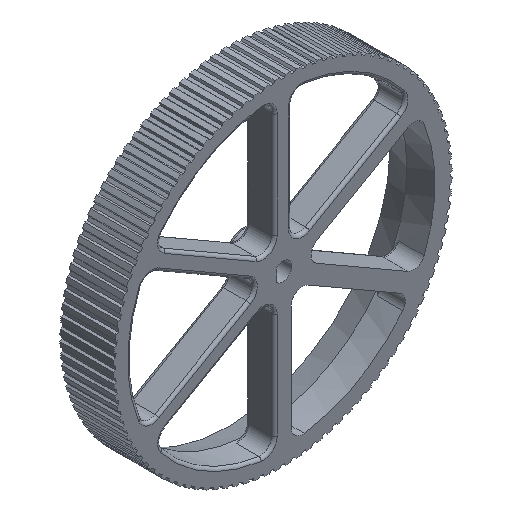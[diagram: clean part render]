
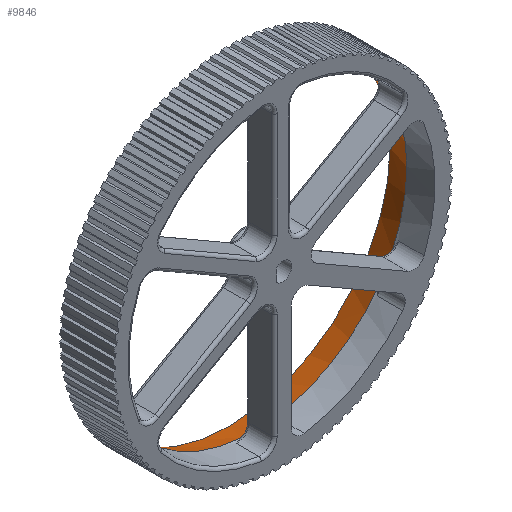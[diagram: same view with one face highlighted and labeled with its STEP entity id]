
A CAD part, isometric view. The second image highlights one B-rep face of the part: STEP entity #9846.
In plain terms, the highlighted conical face has half-angle 18.435 degrees and reference radius 27.75 mm.
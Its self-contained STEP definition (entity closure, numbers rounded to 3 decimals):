
#15=CONICAL_SURFACE('',#10719,27.75,0.322);
#1437=LINE('',#16480,#2521);
#2521=VECTOR('',#13505,27.75);
#3168=FACE_OUTER_BOUND('',#3678,.T.);
#3678=EDGE_LOOP('',(#9295,#9296,#9297,#9298,#9299,#9300,#9301,#9302,#9303,
#9304,#9305,#9306,#9307,#9308,#9309,#9310));
#3825=CIRCLE('',#10032,27.);
#3829=CIRCLE('',#10036,27.);
#3833=CIRCLE('',#10040,27.);
#3837=CIRCLE('',#10044,27.);
#3841=CIRCLE('',#10048,27.);
#3845=CIRCLE('',#10052,27.);
#3846=CIRCLE('',#10053,27.);
#3858=CIRCLE('',#10072,27.);
#3876=CIRCLE('',#10104,27.);
#4024=CIRCLE('',#10608,28.5);
#4025=CIRCLE('',#10711,27.);
#4026=CIRCLE('',#10713,27.);
#4027=CIRCLE('',#10715,27.);
#4028=CIRCLE('',#10717,27.);
#4477=VERTEX_POINT('',#14423);
#4483=VERTEX_POINT('',#14450);
#4485=VERTEX_POINT('',#14463);
#4490=VERTEX_POINT('',#14473);
#4491=VERTEX_POINT('',#14475);
#4496=VERTEX_POINT('',#14485);
#4497=VERTEX_POINT('',#14487);
#4502=VERTEX_POINT('',#14497);
#4503=VERTEX_POINT('',#14499);
#4508=VERTEX_POINT('',#14509);
#4509=VERTEX_POINT('',#14511);
#4514=VERTEX_POINT('',#14521);
#4515=VERTEX_POINT('',#14523);
#4972=VERTEX_POINT('',#16365);
#5443=EDGE_CURVE('',#4477,#4485,#3825,.T.);
#5449=EDGE_CURVE('',#4490,#4491,#3829,.T.);
#5455=EDGE_CURVE('',#4496,#4497,#3833,.T.);
#5461=EDGE_CURVE('',#4502,#4503,#3837,.T.);
#5467=EDGE_CURVE('',#4508,#4509,#3841,.T.);
#5473=EDGE_CURVE('',#4514,#4515,#3845,.T.);
#5474=EDGE_CURVE('',#4515,#4483,#3846,.T.);
#5490=EDGE_CURVE('',#4509,#4514,#3858,.T.);
#5518=EDGE_CURVE('',#4503,#4508,#3876,.T.);
#6411=EDGE_CURVE('',#4972,#4972,#4024,.T.);
#6414=EDGE_CURVE('',#4491,#4496,#4025,.T.);
#6415=EDGE_CURVE('',#4497,#4502,#4026,.T.);
#6416=EDGE_CURVE('',#4485,#4490,#4027,.T.);
#6417=EDGE_CURVE('',#4483,#4477,#4028,.T.);
#6418=EDGE_CURVE('',#4972,#4515,#1437,.T.);
#9295=ORIENTED_EDGE('',*,*,#6411,.T.);
#9296=ORIENTED_EDGE('',*,*,#6418,.T.);
#9297=ORIENTED_EDGE('',*,*,#5473,.F.);
#9298=ORIENTED_EDGE('',*,*,#5490,.F.);
#9299=ORIENTED_EDGE('',*,*,#5467,.F.);
#9300=ORIENTED_EDGE('',*,*,#5518,.F.);
#9301=ORIENTED_EDGE('',*,*,#5461,.F.);
#9302=ORIENTED_EDGE('',*,*,#6415,.F.);
#9303=ORIENTED_EDGE('',*,*,#5455,.F.);
#9304=ORIENTED_EDGE('',*,*,#6414,.F.);
#9305=ORIENTED_EDGE('',*,*,#5449,.F.);
#9306=ORIENTED_EDGE('',*,*,#6416,.F.);
#9307=ORIENTED_EDGE('',*,*,#5443,.F.);
#9308=ORIENTED_EDGE('',*,*,#6417,.F.);
#9309=ORIENTED_EDGE('',*,*,#5474,.F.);
#9310=ORIENTED_EDGE('',*,*,#6418,.F.);
#9846=ADVANCED_FACE('',(#3168),#15,.F.);
#10032=AXIS2_PLACEMENT_3D('',#14464,#11368,#11369);
#10036=AXIS2_PLACEMENT_3D('',#14476,#11378,#11379);
#10040=AXIS2_PLACEMENT_3D('',#14488,#11388,#11389);
#10044=AXIS2_PLACEMENT_3D('',#14500,#11398,#11399);
#10048=AXIS2_PLACEMENT_3D('',#14512,#11408,#11409);
#10052=AXIS2_PLACEMENT_3D('',#14524,#11418,#11419);
#10053=AXIS2_PLACEMENT_3D('',#14525,#11420,#11421);
#10072=AXIS2_PLACEMENT_3D('',#14563,#11461,#11462);
#10104=AXIS2_PLACEMENT_3D('',#14631,#11533,#11534);
#10608=AXIS2_PLACEMENT_3D('',#16366,#13279,#13280);
#10711=AXIS2_PLACEMENT_3D('',#16471,#13487,#13488);
#10713=AXIS2_PLACEMENT_3D('',#16473,#13491,#13492);
#10715=AXIS2_PLACEMENT_3D('',#16475,#13495,#13496);
#10717=AXIS2_PLACEMENT_3D('',#16477,#13499,#13500);
#10719=AXIS2_PLACEMENT_3D('',#16479,#13503,#13504);
#11368=DIRECTION('center_axis',(0.,1.,0.));
#11369=DIRECTION('ref_axis',(1.,0.,0.));
#11378=DIRECTION('center_axis',(0.,1.,0.));
#11379=DIRECTION('ref_axis',(1.,0.,0.));
#11388=DIRECTION('center_axis',(0.,1.,0.));
#11389=DIRECTION('ref_axis',(1.,0.,0.));
#11398=DIRECTION('center_axis',(0.,1.,0.));
#11399=DIRECTION('ref_axis',(1.,0.,0.));
#11408=DIRECTION('center_axis',(0.,1.,0.));
#11409=DIRECTION('ref_axis',(1.,0.,0.));
#11418=DIRECTION('center_axis',(0.,1.,0.));
#11419=DIRECTION('ref_axis',(1.,0.,0.));
#11420=DIRECTION('center_axis',(0.,1.,0.));
#11421=DIRECTION('ref_axis',(1.,0.,0.));
#11461=DIRECTION('center_axis',(0.,1.,0.));
#11462=DIRECTION('ref_axis',(1.,0.,0.));
#11533=DIRECTION('center_axis',(0.,1.,0.));
#11534=DIRECTION('ref_axis',(1.,0.,0.));
#13279=DIRECTION('center_axis',(0.,1.,0.));
#13280=DIRECTION('ref_axis',(1.,0.,0.));
#13487=DIRECTION('center_axis',(0.,1.,0.));
#13488=DIRECTION('ref_axis',(1.,0.,0.));
#13491=DIRECTION('center_axis',(0.,1.,0.));
#13492=DIRECTION('ref_axis',(1.,0.,0.));
#13495=DIRECTION('center_axis',(0.,1.,0.));
#13496=DIRECTION('ref_axis',(1.,0.,0.));
#13499=DIRECTION('center_axis',(0.,1.,0.));
#13500=DIRECTION('ref_axis',(1.,0.,0.));
#13503=DIRECTION('center_axis',(0.,1.,0.));
#13504=DIRECTION('ref_axis',(0.,0.,-1.));
#13505=DIRECTION('',(0.,-0.949,-0.316));
#14423=CARTESIAN_POINT('',(22.187,5.,15.386));
#14450=CARTESIAN_POINT('',(2.231,5.,26.908));
#14463=CARTESIAN_POINT('',(24.418,5.,11.522));
#14464=CARTESIAN_POINT('Origin',(0.,5.,0.));
#14473=CARTESIAN_POINT('',(24.418,5.,-11.522));
#14475=CARTESIAN_POINT('',(22.187,5.,-15.386));
#14476=CARTESIAN_POINT('Origin',(0.,5.,0.));
#14485=CARTESIAN_POINT('',(2.231,5.,-26.908));
#14487=CARTESIAN_POINT('',(-2.231,5.,-26.908));
#14488=CARTESIAN_POINT('Origin',(0.,5.,0.));
#14497=CARTESIAN_POINT('',(-22.187,5.,-15.386));
#14499=CARTESIAN_POINT('',(-24.418,5.,-11.522));
#14500=CARTESIAN_POINT('Origin',(0.,5.,0.));
#14509=CARTESIAN_POINT('',(-24.418,5.,11.522));
#14511=CARTESIAN_POINT('',(-22.187,5.,15.386));
#14512=CARTESIAN_POINT('Origin',(0.,5.,0.));
#14521=CARTESIAN_POINT('',(-2.231,5.,26.908));
#14523=CARTESIAN_POINT('',(0.,5.,27.));
#14524=CARTESIAN_POINT('Origin',(0.,5.,0.));
#14525=CARTESIAN_POINT('Origin',(0.,5.,0.));
#14563=CARTESIAN_POINT('Origin',(0.,5.,0.));
#14631=CARTESIAN_POINT('Origin',(0.,5.,0.));
#16365=CARTESIAN_POINT('',(0.,9.5,28.5));
#16366=CARTESIAN_POINT('Origin',(0.,9.5,0.));
#16471=CARTESIAN_POINT('Origin',(0.,5.,0.));
#16473=CARTESIAN_POINT('Origin',(0.,5.,0.));
#16475=CARTESIAN_POINT('Origin',(0.,5.,0.));
#16477=CARTESIAN_POINT('Origin',(0.,5.,0.));
#16479=CARTESIAN_POINT('Origin',(0.,7.25,0.));
#16480=CARTESIAN_POINT('',(0.,7.25,27.75));
